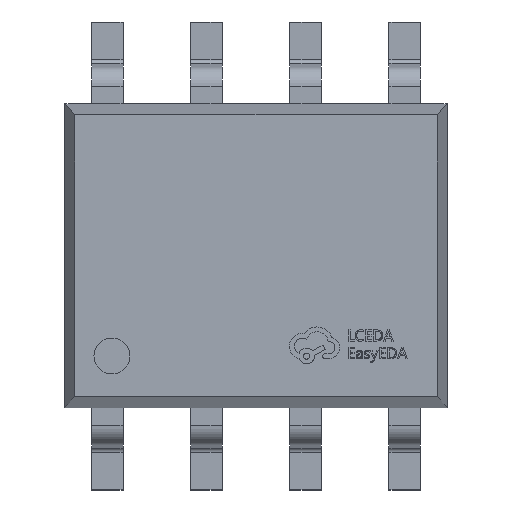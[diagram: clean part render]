
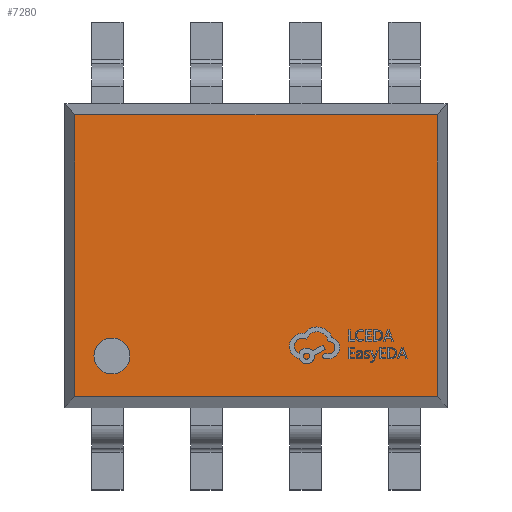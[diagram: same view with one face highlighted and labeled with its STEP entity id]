
A CAD part, top view. The second image highlights one B-rep face of the part: STEP entity #7280.
In plain terms, the highlighted planar face has unit normal (0, 0, 1).
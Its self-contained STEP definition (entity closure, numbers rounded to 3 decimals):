
#273 = CARTESIAN_POINT ( 'NONE',  ( 2.45, 1.807, 1.45 ) ) ;
#561 = DIRECTION ( 'NONE',  ( 0., 0., 1. ) ) ;
#624 = VERTEX_POINT ( 'NONE', #8866 ) ;
#843 = LINE ( 'NONE', #5238, #18683 ) ;
#858 = DIRECTION ( 'NONE',  ( 1., 0., 0. ) ) ;
#1537 = ORIENTED_EDGE ( 'NONE', *, *, #4302, .F. ) ;
#1823 = ORIENTED_EDGE ( 'NONE', *, *, #8262, .F. ) ;
#3755 = VECTOR ( 'NONE', #17459, 1000. ) ;
#3795 = CARTESIAN_POINT ( 'NONE',  ( 2.327, 1.807, 1.45 ) ) ;
#4302 = EDGE_CURVE ( 'NONE', #624, #8371, #9744, .T. ) ;
#4338 = CARTESIAN_POINT ( 'NONE',  ( -2.078, -1.284, 1.45 ) ) ;
#4434 = CIRCLE ( 'NONE', #5425, 0.23 ) ;
#4455 = DIRECTION ( 'NONE',  ( 0., 0., 1. ) ) ;
#4563 = ORIENTED_EDGE ( 'NONE', *, *, #17398, .F. ) ;
#4682 = DIRECTION ( 'NONE',  ( 1., 0., 0. ) ) ;
#5238 = CARTESIAN_POINT ( 'NONE',  ( 2.327, 3., 1.45 ) ) ;
#5411 = ORIENTED_EDGE ( 'NONE', *, *, #15638, .T. ) ;
#5425 = AXIS2_PLACEMENT_3D ( 'NONE', #7000, #561, #858 ) ;
#5536 = EDGE_CURVE ( 'NONE', #6697, #17540, #9937, .T. ) ;
#5904 = EDGE_CURVE ( 'NONE', #19821, #20296, #4434, .T. ) ;
#5953 = ORIENTED_EDGE ( 'NONE', *, *, #5904, .F. ) ;
#6230 = CARTESIAN_POINT ( 'NONE',  ( 2.45, -1.807, 1.45 ) ) ;
#6243 = DIRECTION ( 'NONE',  ( 0., 0., 1. ) ) ;
#6697 = VERTEX_POINT ( 'NONE', #3795 ) ;
#7000 = CARTESIAN_POINT ( 'NONE',  ( -1.847, -1.284, 1.45 ) ) ;
#7280 = ADVANCED_FACE ( 'NONE', ( #7459, #10656 ), #18409, .T. ) ;
#7459 = FACE_BOUND ( 'NONE', #16753, .T. ) ;
#7833 = CIRCLE ( 'NONE', #19369, 0.23 ) ;
#8101 = CARTESIAN_POINT ( 'NONE',  ( -2.327, 3., 1.45 ) ) ;
#8262 = EDGE_CURVE ( 'NONE', #20296, #19821, #7833, .T. ) ;
#8371 = VERTEX_POINT ( 'NONE', #14818 ) ;
#8866 = CARTESIAN_POINT ( 'NONE',  ( 2.327, -1.807, 1.45 ) ) ;
#9744 = LINE ( 'NONE', #6230, #13175 ) ;
#9903 = DIRECTION ( 'NONE',  ( 0., -1., 0. ) ) ;
#9937 = LINE ( 'NONE', #273, #3755 ) ;
#10656 = FACE_OUTER_BOUND ( 'NONE', #12932, .T. ) ;
#12932 = EDGE_LOOP ( 'NONE', ( #5411, #1537, #4563, #17487 ) ) ;
#13175 = VECTOR ( 'NONE', #17482, 1000. ) ;
#13949 = CARTESIAN_POINT ( 'NONE',  ( 0., 0., 1.45 ) ) ;
#14259 = LINE ( 'NONE', #8101, #16370 ) ;
#14818 = CARTESIAN_POINT ( 'NONE',  ( -2.327, -1.807, 1.45 ) ) ;
#15638 = EDGE_CURVE ( 'NONE', #17540, #8371, #14259, .T. ) ;
#15702 = AXIS2_PLACEMENT_3D ( 'NONE', #13949, #4455, #20250 ) ;
#16370 = VECTOR ( 'NONE', #19144, 1000. ) ;
#16753 = EDGE_LOOP ( 'NONE', ( #1823, #5953 ) ) ;
#17393 = CARTESIAN_POINT ( 'NONE',  ( -2.327, 1.807, 1.45 ) ) ;
#17398 = EDGE_CURVE ( 'NONE', #6697, #624, #843, .T. ) ;
#17430 = CARTESIAN_POINT ( 'NONE',  ( -1.617, -1.284, 1.45 ) ) ;
#17459 = DIRECTION ( 'NONE',  ( -1., 0., 0. ) ) ;
#17482 = DIRECTION ( 'NONE',  ( -1., 0., 0. ) ) ;
#17487 = ORIENTED_EDGE ( 'NONE', *, *, #5536, .T. ) ;
#17540 = VERTEX_POINT ( 'NONE', #17393 ) ;
#18409 = PLANE ( 'NONE',  #15702 ) ;
#18683 = VECTOR ( 'NONE', #9903, 1000. ) ;
#19144 = DIRECTION ( 'NONE',  ( 0., -1., 0. ) ) ;
#19369 = AXIS2_PLACEMENT_3D ( 'NONE', #20284, #6243, #4682 ) ;
#19821 = VERTEX_POINT ( 'NONE', #4338 ) ;
#20250 = DIRECTION ( 'NONE',  ( 1., 0., 0. ) ) ;
#20284 = CARTESIAN_POINT ( 'NONE',  ( -1.847, -1.284, 1.45 ) ) ;
#20296 = VERTEX_POINT ( 'NONE', #17430 ) ;
